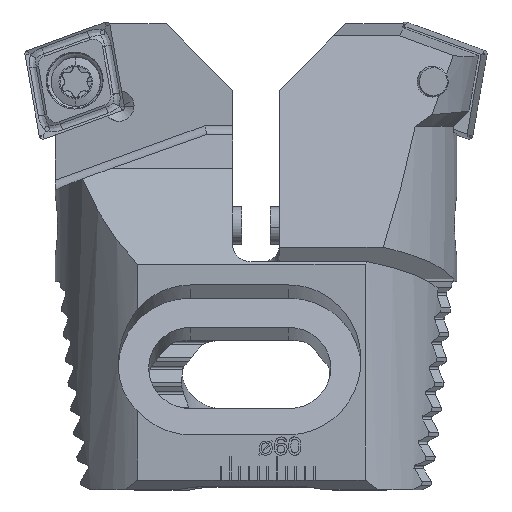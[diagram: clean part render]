
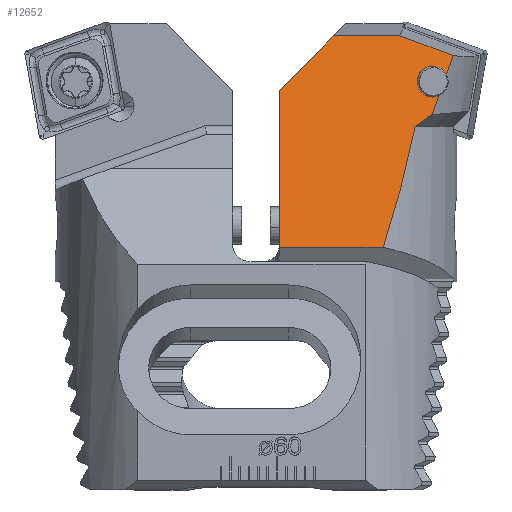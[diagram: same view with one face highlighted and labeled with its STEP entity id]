
A CAD part, top view. The second image highlights one B-rep face of the part: STEP entity #12652.
In plain terms, the highlighted face is planar.
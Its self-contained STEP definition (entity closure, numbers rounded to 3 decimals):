
#4 = FACE_OUTER_BOUND ( 'NONE', #10745, .T. ) ;
#61 =( BOUNDED_CURVE ( )  B_SPLINE_CURVE ( 3, ( #5886, #6506, #5482, #5432 ),
 .UNSPECIFIED., .F., .F. ) 
 B_SPLINE_CURVE_WITH_KNOTS ( ( 4, 4 ),
 ( 4.116, 4.149 ),
 .UNSPECIFIED. ) 
 CURVE ( )  GEOMETRIC_REPRESENTATION_ITEM ( )  RATIONAL_B_SPLINE_CURVE ( ( 1., 1., 1., 1. ) ) 
 REPRESENTATION_ITEM ( '' )  );
#64 = CARTESIAN_POINT ( 'NONE',  ( 22.25, -24.176, -16.4 ) ) ;
#246 = LINE ( 'NONE', #6441, #7935 ) ;
#475 = VERTEX_POINT ( 'NONE', #11982 ) ;
#490 = VERTEX_POINT ( 'NONE', #11952 ) ;
#555 = CARTESIAN_POINT ( 'NONE',  ( 11.134, -24.176, -16.4 ) ) ;
#878 = DIRECTION ( 'NONE',  ( 0., 0.966, 0.259 ) ) ;
#904 = VERTEX_POINT ( 'NONE', #9539 ) ;
#1252 = CARTESIAN_POINT ( 'NONE',  ( 7.697, -11.2, -12.923 ) ) ;
#1454 = ORIENTED_EDGE ( 'NONE', *, *, #3399, .T. ) ;
#1474 = VECTOR ( 'NONE', #7670, 1000. ) ;
#1515 = CARTESIAN_POINT ( 'NONE',  ( 8.705, -16.015, -14.213 ) ) ;
#1630 = EDGE_CURVE ( 'NONE', #5821, #6565, #61, .T. ) ;
#1704 = ORIENTED_EDGE ( 'NONE', *, *, #2561, .T. ) ;
#2176 = CARTESIAN_POINT ( 'NONE',  ( 49.05, -24.176, -16.4 ) ) ;
#2480 = ORIENTED_EDGE ( 'NONE', *, *, #4847, .T. ) ;
#2561 = EDGE_CURVE ( 'NONE', #6565, #11845, #8246, .T. ) ;
#2602 = EDGE_CURVE ( 'NONE', #490, #6742, #4433, .T. ) ;
#3047 = CARTESIAN_POINT ( 'NONE',  ( 6.498, -10.376, -12.702 ) ) ;
#3225 = CARTESIAN_POINT ( 'NONE',  ( 22.25, -7.323, -11.884 ) ) ;
#3350 = CARTESIAN_POINT ( 'NONE',  ( 5.136, -7.887, -12.035 ) ) ;
#3379 = EDGE_CURVE ( 'NONE', #11845, #475, #10852, .T. ) ;
#3390 = LINE ( 'NONE', #9364, #11075 ) ;
#3399 = EDGE_CURVE ( 'NONE', #5904, #904, #246, .T. ) ;
#3494 = CARTESIAN_POINT ( 'NONE',  ( 6.364, -8.484, -12.195 ) ) ;
#3533 = CARTESIAN_POINT ( 'NONE',  ( 7.511, -7.764, -12.002 ) ) ;
#3553 = ORIENTED_EDGE ( 'NONE', *, *, #2602, .T. ) ;
#3582 = CARTESIAN_POINT ( 'NONE',  ( 7.498, -6.405, -11.638 ) ) ;
#3979 = CARTESIAN_POINT ( 'NONE',  ( 5.136, -7.887, -12.035 ) ) ;
#3990 = CARTESIAN_POINT ( 'NONE',  ( 7.095, -10.792, -12.814 ) ) ;
#4175 = LINE ( 'NONE', #9869, #9536 ) ;
#4433 = LINE ( 'NONE', #5354, #1474 ) ;
#4677 = EDGE_CURVE ( 'NONE', #475, #5904, #10537, .T. ) ;
#4738 = EDGE_CURVE ( 'NONE', #12215, #5821, #6062, .T. ) ;
#4811 = ORIENTED_EDGE ( 'NONE', *, *, #1630, .T. ) ;
#4847 = EDGE_CURVE ( 'NONE', #5129, #8544, #10806, .T. ) ;
#4963 = CARTESIAN_POINT ( 'NONE',  ( 3.866, -4.32, -11.08 ) ) ;
#5129 = VERTEX_POINT ( 'NONE', #64 ) ;
#5354 = CARTESIAN_POINT ( 'NONE',  ( 31.752, -16.825, -14.43 ) ) ;
#5432 = CARTESIAN_POINT ( 'NONE',  ( 5.136, -7.887, -12.035 ) ) ;
#5482 = CARTESIAN_POINT ( 'NONE',  ( 5.392, -8.584, -12.222 ) ) ;
#5821 = VERTEX_POINT ( 'NONE', #12807 ) ;
#5886 = CARTESIAN_POINT ( 'NONE',  ( 5.907, -9.953, -12.589 ) ) ;
#5904 = VERTEX_POINT ( 'NONE', #12015 ) ;
#6062 = B_SPLINE_CURVE_WITH_KNOTS ( 'NONE', 3,
 ( #7060, #3990, #3047, #10072 ),
 .UNSPECIFIED., .F., .F.,
 ( 4, 4 ),
 ( 0., 0.002 ),
 .UNSPECIFIED. ) ;
#6138 = EDGE_CURVE ( 'NONE', #8544, #12215, #6425, .T. ) ;
#6155 = ORIENTED_EDGE ( 'NONE', *, *, #12264, .F. ) ;
#6425 =( BOUNDED_CURVE ( )  B_SPLINE_CURVE ( 3, ( #555, #6518, #1515, #8583 ),
 .UNSPECIFIED., .F., .F. ) 
 B_SPLINE_CURVE_WITH_KNOTS ( ( 4, 4 ),
 ( 3.816, 4.05 ),
 .UNSPECIFIED. ) 
 CURVE ( )  GEOMETRIC_REPRESENTATION_ITEM ( )  RATIONAL_B_SPLINE_CURVE ( ( 1., 0.995, 0.995, 1. ) ) 
 REPRESENTATION_ITEM ( '' )  );
#6441 = CARTESIAN_POINT ( 'NONE',  ( 44.163, 11.521, -6.835 ) ) ;
#6506 = CARTESIAN_POINT ( 'NONE',  ( 5.649, -9.272, -12.407 ) ) ;
#6518 = CARTESIAN_POINT ( 'NONE',  ( 9.855, -20.36, -15.378 ) ) ;
#6532 = DIRECTION ( 'NONE',  ( 0.933, 0.348, 0.093 ) ) ;
#6556 = ORIENTED_EDGE ( 'NONE', *, *, #4738, .T. ) ;
#6565 = VERTEX_POINT ( 'NONE', #3979 ) ;
#6742 = VERTEX_POINT ( 'NONE', #3225 ) ;
#7060 = CARTESIAN_POINT ( 'NONE',  ( 7.697, -11.2, -12.923 ) ) ;
#7166 = CARTESIAN_POINT ( 'NONE',  ( 4.349, -5.698, -11.449 ) ) ;
#7208 = CARTESIAN_POINT ( 'NONE',  ( 5.289, -3.676, -10.907 ) ) ;
#7366 = ORIENTED_EDGE ( 'NONE', *, *, #3379, .T. ) ;
#7395 = CARTESIAN_POINT ( 'NONE',  ( 7.477, -4.168, -11.039 ) ) ;
#7670 = DIRECTION ( 'NONE',  ( 0.695, -0.695, -0.186 ) ) ;
#7935 = VECTOR ( 'NONE', #6532, 1000. ) ;
#8004 = CARTESIAN_POINT ( 'NONE',  ( 4.107, -5.012, -11.265 ) ) ;
#8073 = CARTESIAN_POINT ( 'NONE',  ( 7.498, -6.405, -11.638 ) ) ;
#8181 = VECTOR ( 'NONE', #9217, 1000. ) ;
#8235 = DIRECTION ( 'NONE',  ( 0., -0.259, 0.966 ) ) ;
#8246 =( BOUNDED_CURVE ( )  B_SPLINE_CURVE ( 3, ( #3350, #3494, #3533, #3582 ),
 .UNSPECIFIED., .F., .F. ) 
 B_SPLINE_CURVE_WITH_KNOTS ( ( 4, 4 ),
 ( 2.558, 4.583 ),
 .UNSPECIFIED. ) 
 CURVE ( )  GEOMETRIC_REPRESENTATION_ITEM ( )  RATIONAL_B_SPLINE_CURVE ( ( 1., 0.686, 0.686, 1. ) ) 
 REPRESENTATION_ITEM ( '' )  );
#8385 = DIRECTION ( 'NONE',  ( -1., 0.004, 0.001 ) ) ;
#8544 = VERTEX_POINT ( 'NONE', #11738 ) ;
#8583 = CARTESIAN_POINT ( 'NONE',  ( 7.697, -11.2, -12.923 ) ) ;
#8645 = ORIENTED_EDGE ( 'NONE', *, *, #11782, .F. ) ;
#9217 = DIRECTION ( 'NONE',  ( -1., 0., 0. ) ) ;
#9364 = CARTESIAN_POINT ( 'NONE',  ( 49.045, -1.659, -10.366 ) ) ;
#9536 = VECTOR ( 'NONE', #878, 1000. ) ;
#9539 = CARTESIAN_POINT ( 'NONE',  ( 9.352, -1.483, -10.319 ) ) ;
#9705 = ORIENTED_EDGE ( 'NONE', *, *, #6138, .T. ) ;
#9869 = CARTESIAN_POINT ( 'NONE',  ( 22.25, -24.176, -16.4 ) ) ;
#9954 = CARTESIAN_POINT ( 'NONE',  ( 7.498, -6.405, -11.638 ) ) ;
#10072 = CARTESIAN_POINT ( 'NONE',  ( 5.907, -9.953, -12.589 ) ) ;
#10247 = ORIENTED_EDGE ( 'NONE', *, *, #4677, .T. ) ;
#10255 = PLANE ( 'NONE',  #12841 ) ;
#10537 =( BOUNDED_CURVE ( )  B_SPLINE_CURVE ( 3, ( #10943, #8004, #4963, #12007 ),
 .UNSPECIFIED., .F., .F. ) 
 B_SPLINE_CURVE_WITH_KNOTS ( ( 4, 4 ),
 ( 4.182, 4.214 ),
 .UNSPECIFIED. ) 
 CURVE ( )  GEOMETRIC_REPRESENTATION_ITEM ( )  RATIONAL_B_SPLINE_CURVE ( ( 1., 1., 1., 1. ) ) 
 REPRESENTATION_ITEM ( '' )  );
#10745 = EDGE_LOOP ( 'NONE', ( #6556, #4811, #1704, #7366, #10247, #1454, #6155, #3553, #8645, #2480, #9705 ) ) ;
#10806 = LINE ( 'NONE', #2176, #8181 ) ;
#10852 =( BOUNDED_CURVE ( )  B_SPLINE_CURVE ( 3, ( #8073, #7395, #7208, #7166 ),
 .UNSPECIFIED., .F., .F. ) 
 B_SPLINE_CURVE_WITH_KNOTS ( ( 4, 4 ),
 ( 4.583, 7.282 ),
 .UNSPECIFIED. ) 
 CURVE ( )  GEOMETRIC_REPRESENTATION_ITEM ( )  RATIONAL_B_SPLINE_CURVE ( ( 1., 0.48, 0.48, 1. ) ) 
 REPRESENTATION_ITEM ( '' )  );
#10943 = CARTESIAN_POINT ( 'NONE',  ( 4.349, -5.698, -11.449 ) ) ;
#11075 = VECTOR ( 'NONE', #8385, 1000. ) ;
#11244 = CARTESIAN_POINT ( 'NONE',  ( 49.05, -0.686, -10.106 ) ) ;
#11738 = CARTESIAN_POINT ( 'NONE',  ( 11.134, -24.176, -16.4 ) ) ;
#11782 = EDGE_CURVE ( 'NONE', #5129, #6742, #4175, .T. ) ;
#11845 = VERTEX_POINT ( 'NONE', #9954 ) ;
#11952 = CARTESIAN_POINT ( 'NONE',  ( 16.441, -1.514, -10.328 ) ) ;
#11982 = CARTESIAN_POINT ( 'NONE',  ( 4.349, -5.698, -11.449 ) ) ;
#12007 = CARTESIAN_POINT ( 'NONE',  ( 3.628, -3.621, -10.892 ) ) ;
#12015 = CARTESIAN_POINT ( 'NONE',  ( 3.628, -3.621, -10.892 ) ) ;
#12215 = VERTEX_POINT ( 'NONE', #1252 ) ;
#12264 = EDGE_CURVE ( 'NONE', #490, #904, #3390, .T. ) ;
#12274 = DIRECTION ( 'NONE',  ( 0., -0.966, -0.259 ) ) ;
#12652 = ADVANCED_FACE ( 'NONE', ( #4 ), #10255, .F. ) ;
#12807 = CARTESIAN_POINT ( 'NONE',  ( 5.907, -9.953, -12.589 ) ) ;
#12841 = AXIS2_PLACEMENT_3D ( 'NONE', #11244, #8235, #12274 ) ;
